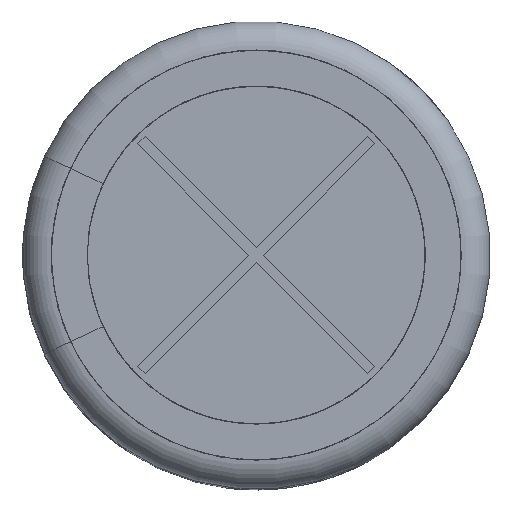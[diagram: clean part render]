
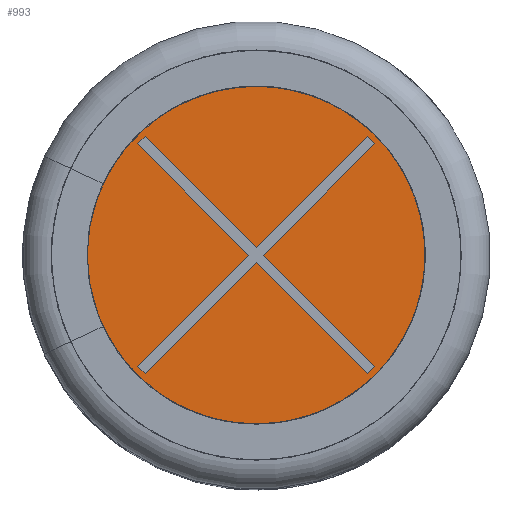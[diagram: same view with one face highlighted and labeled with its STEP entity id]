
A CAD part, top view. The second image highlights one B-rep face of the part: STEP entity #993.
In plain terms, the highlighted planar face has unit normal (0, 0, 1).
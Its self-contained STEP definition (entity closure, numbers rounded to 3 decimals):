
#993 = ADVANCED_FACE( '', ( #2305, #2306 ), #2307, .T. );
#2305 = FACE_OUTER_BOUND( '', #7102, .T. );
#2306 = FACE_BOUND( '', #7103, .T. );
#2307 = PLANE( '', #7104 );
#7102 = EDGE_LOOP( '', ( #12141 ) );
#7103 = EDGE_LOOP( '', ( #12142, #12143, #12144, #12145, #12146, #12147, #12148, #12149, #12150, #12151, #12152, #12153 ) );
#7104 = AXIS2_PLACEMENT_3D( '', #12154, #12155, #12156 );
#12141 = ORIENTED_EDGE( '', *, *, #14703, .F. );
#12142 = ORIENTED_EDGE( '', *, *, #15643, .T. );
#12143 = ORIENTED_EDGE( '', *, *, #15218, .T. );
#12144 = ORIENTED_EDGE( '', *, *, #15308, .T. );
#12145 = ORIENTED_EDGE( '', *, *, #15644, .T. );
#12146 = ORIENTED_EDGE( '', *, *, #14830, .T. );
#12147 = ORIENTED_EDGE( '', *, *, #15548, .T. );
#12148 = ORIENTED_EDGE( '', *, *, #15645, .T. );
#12149 = ORIENTED_EDGE( '', *, *, #15646, .T. );
#12150 = ORIENTED_EDGE( '', *, *, #14746, .T. );
#12151 = ORIENTED_EDGE( '', *, *, #15647, .T. );
#12152 = ORIENTED_EDGE( '', *, *, #15648, .T. );
#12153 = ORIENTED_EDGE( '', *, *, #15444, .T. );
#12154 = CARTESIAN_POINT( '', ( -7.012, 0., 20.78 ) );
#12155 = DIRECTION( '', ( 0., 0., 1. ) );
#12156 = DIRECTION( '', ( 1., 0., 0. ) );
#14703 = EDGE_CURVE( '', #16535, #16535, #16536, .T. );
#14746 = EDGE_CURVE( '', #16612, #16613, #16614, .T. );
#14830 = EDGE_CURVE( '', #16765, #16766, #16767, .T. );
#15218 = EDGE_CURVE( '', #17427, #17428, #17429, .T. );
#15308 = EDGE_CURVE( '', #17428, #17576, #17577, .T. );
#15444 = EDGE_CURVE( '', #17787, #17788, #17789, .T. );
#15548 = EDGE_CURVE( '', #16766, #17940, #17941, .T. );
#15643 = EDGE_CURVE( '', #17788, #17427, #18080, .T. );
#15644 = EDGE_CURVE( '', #17576, #16765, #18081, .T. );
#15645 = EDGE_CURVE( '', #17940, #18082, #18083, .T. );
#15646 = EDGE_CURVE( '', #18082, #16612, #18084, .T. );
#15647 = EDGE_CURVE( '', #16613, #18085, #18086, .T. );
#15648 = EDGE_CURVE( '', #18085, #17787, #18087, .T. );
#16535 = VERTEX_POINT( '', #19426 );
#16536 = CIRCLE( '', #19427, 7.012 );
#16612 = VERTEX_POINT( '', #19604 );
#16613 = VERTEX_POINT( '', #19605 );
#16614 = LINE( '', #19606, #19607 );
#16765 = VERTEX_POINT( '', #19922 );
#16766 = VERTEX_POINT( '', #19923 );
#16767 = LINE( '', #19924, #19925 );
#17427 = VERTEX_POINT( '', #21432 );
#17428 = VERTEX_POINT( '', #21433 );
#17429 = LINE( '', #21434, #21435 );
#17576 = VERTEX_POINT( '', #21754 );
#17577 = LINE( '', #21755, #21756 );
#17787 = VERTEX_POINT( '', #22333 );
#17788 = VERTEX_POINT( '', #22334 );
#17789 = LINE( '', #22335, #22336 );
#17940 = VERTEX_POINT( '', #22801 );
#17941 = LINE( '', #22802, #22803 );
#18080 = LINE( '', #23126, #23127 );
#18081 = LINE( '', #23128, #23129 );
#18082 = VERTEX_POINT( '', #23130 );
#18083 = LINE( '', #23131, #23132 );
#18084 = LINE( '', #23133, #23134 );
#18085 = VERTEX_POINT( '', #23135 );
#18086 = LINE( '', #23136, #23137 );
#18087 = LINE( '', #23138, #23139 );
#19426 = CARTESIAN_POINT( '', ( -7.012, 0., 20.78 ) );
#19427 = AXIS2_PLACEMENT_3D( '', #25350, #25351, #25352 );
#19604 = CARTESIAN_POINT( '', ( 0., -0.251, 20.78 ) );
#19605 = CARTESIAN_POINT( '', ( -3.801, -4.052, 20.78 ) );
#19606 = CARTESIAN_POINT( '', ( 0., -0.251, 20.78 ) );
#19607 = VECTOR( '', #25386, 1000. );
#19922 = CARTESIAN_POINT( '', ( 4.052, 3.801, 20.78 ) );
#19923 = CARTESIAN_POINT( '', ( 0.251, 0., 20.78 ) );
#19924 = CARTESIAN_POINT( '', ( 0.251, 0., 20.78 ) );
#19925 = VECTOR( '', #25461, 1000. );
#21432 = CARTESIAN_POINT( '', ( -3.801, 4.052, 20.78 ) );
#21433 = CARTESIAN_POINT( '', ( 0., 0.251, 20.78 ) );
#21434 = CARTESIAN_POINT( '', ( 0., 0.251, 20.78 ) );
#21435 = VECTOR( '', #25848, 1000. );
#21754 = CARTESIAN_POINT( '', ( 3.801, 4.052, 20.78 ) );
#21755 = CARTESIAN_POINT( '', ( 0., 0.251, 20.78 ) );
#21756 = VECTOR( '', #25934, 1000. );
#22333 = CARTESIAN_POINT( '', ( -0.251, 0., 20.78 ) );
#22334 = CARTESIAN_POINT( '', ( -4.052, 3.801, 20.78 ) );
#22335 = CARTESIAN_POINT( '', ( -0.251, 0., 20.78 ) );
#22336 = VECTOR( '', #26063, 1000. );
#22801 = CARTESIAN_POINT( '', ( 4.052, -3.801, 20.78 ) );
#22802 = CARTESIAN_POINT( '', ( 0.251, 0., 20.78 ) );
#22803 = VECTOR( '', #26143, 1000. );
#23126 = CARTESIAN_POINT( '', ( -3.801, 4.052, 20.78 ) );
#23127 = VECTOR( '', #26220, 1000. );
#23128 = CARTESIAN_POINT( '', ( 4.052, 3.801, 20.78 ) );
#23129 = VECTOR( '', #26221, 1000. );
#23130 = CARTESIAN_POINT( '', ( 3.801, -4.052, 20.78 ) );
#23131 = CARTESIAN_POINT( '', ( 4.052, -3.801, 20.78 ) );
#23132 = VECTOR( '', #26222, 1000. );
#23133 = CARTESIAN_POINT( '', ( 0., -0.251, 20.78 ) );
#23134 = VECTOR( '', #26223, 1000. );
#23135 = CARTESIAN_POINT( '', ( -4.052, -3.801, 20.78 ) );
#23136 = CARTESIAN_POINT( '', ( -3.801, -4.052, 20.78 ) );
#23137 = VECTOR( '', #26224, 1000. );
#23138 = CARTESIAN_POINT( '', ( -0.251, 0., 20.78 ) );
#23139 = VECTOR( '', #26225, 1000. );
#25350 = CARTESIAN_POINT( '', ( 0., 0., 20.78 ) );
#25351 = DIRECTION( '', ( 0., 0., -1. ) );
#25352 = DIRECTION( '', ( -1., 0., 0. ) );
#25386 = DIRECTION( '', ( -0.707, -0.707, 0. ) );
#25461 = DIRECTION( '', ( -0.707, -0.707, 0. ) );
#25848 = DIRECTION( '', ( 0.707, -0.707, 0. ) );
#25934 = DIRECTION( '', ( 0.707, 0.707, 0. ) );
#26063 = DIRECTION( '', ( -0.707, 0.707, 0. ) );
#26143 = DIRECTION( '', ( 0.707, -0.707, 0. ) );
#26220 = DIRECTION( '', ( 0.707, 0.707, 0. ) );
#26221 = DIRECTION( '', ( 0.707, -0.707, 0. ) );
#26222 = DIRECTION( '', ( -0.707, -0.707, 0. ) );
#26223 = DIRECTION( '', ( -0.707, 0.707, 0. ) );
#26224 = DIRECTION( '', ( -0.707, 0.707, 0. ) );
#26225 = DIRECTION( '', ( 0.707, 0.707, 0. ) );
